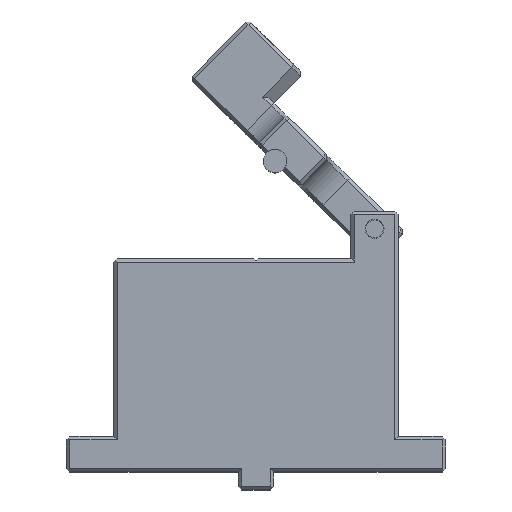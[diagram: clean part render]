
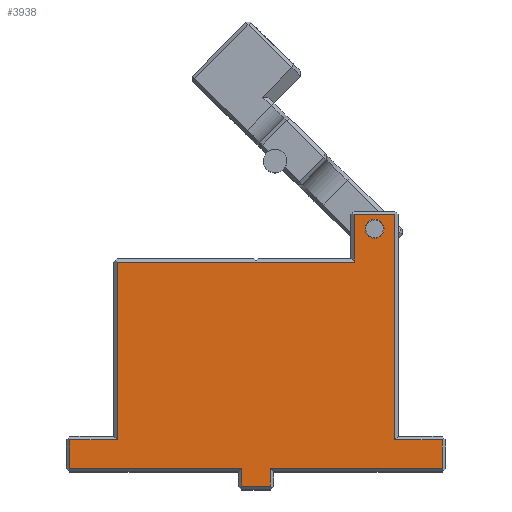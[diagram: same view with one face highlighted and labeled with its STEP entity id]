
A CAD part, top view. The second image highlights one B-rep face of the part: STEP entity #3938.
In plain terms, the highlighted planar face has unit normal (0, 0, 1).
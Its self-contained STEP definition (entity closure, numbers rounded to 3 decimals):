
#917=CARTESIAN_POINT('',(10.,2.5,0.));
#918=DIRECTION('',(0.,0.,-1.));
#919=DIRECTION('',(-1.,0.,0.));
#920=AXIS2_PLACEMENT_3D('',#917,#918,#919);
#922=CARTESIAN_POINT('',(10.,2.5,0.));
#923=DIRECTION('',(0.,0.,-1.));
#924=DIRECTION('',(1.,0.,0.));
#925=AXIS2_PLACEMENT_3D('',#922,#923,#924);
#927=DIRECTION('',(1.,0.,0.));
#928=VECTOR('',#927,4.);
#929=CARTESIAN_POINT('',(11.7,-15.3,0.));
#930=LINE('',#929,#928);
#931=DIRECTION('',(0.,-1.,0.));
#932=VECTOR('',#931,2.4);
#933=CARTESIAN_POINT('',(15.7,-15.3,0.));
#934=LINE('',#933,#932);
#935=DIRECTION('',(0.,-1.,0.));
#936=VECTOR('',#935,1.5);
#937=CARTESIAN_POINT('',(1.19,-17.7,0.));
#938=LINE('',#937,#936);
#939=DIRECTION('',(-1.,0.,0.));
#940=VECTOR('',#939,2.38);
#941=CARTESIAN_POINT('',(1.19,-19.2,0.));
#942=LINE('',#941,#940);
#943=DIRECTION('',(0.,1.,0.));
#944=VECTOR('',#943,1.5);
#945=CARTESIAN_POINT('',(-1.19,-19.2,0.));
#946=LINE('',#945,#944);
#947=DIRECTION('',(0.,1.,0.));
#948=VECTOR('',#947,2.4);
#949=CARTESIAN_POINT('',(-15.704,-17.7,0.));
#950=LINE('',#949,#948);
#951=DIRECTION('',(1.,0.,0.));
#952=VECTOR('',#951,4.);
#953=CARTESIAN_POINT('',(-15.704,-15.3,0.));
#954=LINE('',#953,#952);
#955=DIRECTION('',(0.,1.,0.));
#956=VECTOR('',#955,4.);
#957=CARTESIAN_POINT('',(8.3,-0.3,0.));
#958=LINE('',#957,#956);
#959=DIRECTION('',(1.,0.,0.));
#960=VECTOR('',#959,3.4);
#961=CARTESIAN_POINT('',(8.3,3.7,0.));
#962=LINE('',#961,#960);
#1239=DIRECTION('',(-1.,0.,0.));
#1240=VECTOR('',#1239,20.004);
#1241=CARTESIAN_POINT('',(8.3,-0.3,0.));
#1242=LINE('',#1241,#1240);
#1351=DIRECTION('',(0.,1.,0.));
#1352=VECTOR('',#1351,19.);
#1353=CARTESIAN_POINT('',(11.7,-15.3,0.));
#1354=LINE('',#1353,#1352);
#2405=DIRECTION('',(1.,0.,0.));
#2406=VECTOR('',#2405,14.51);
#2407=CARTESIAN_POINT('',(1.19,-17.7,0.));
#2408=LINE('',#2407,#2406);
#3367=DIRECTION('',(1.,0.,0.));
#3368=VECTOR('',#3367,14.514);
#3369=CARTESIAN_POINT('',(-15.704,-17.7,0.));
#3370=LINE('',#3369,#3368);
#3431=DIRECTION('',(0.,-1.,0.));
#3432=VECTOR('',#3431,15.);
#3433=CARTESIAN_POINT('',(-11.704,-0.3,0.));
#3434=LINE('',#3433,#3432);
#3537=CARTESIAN_POINT('',(10.75,2.5,0.));
#3538=CARTESIAN_POINT('',(9.25,2.5,0.));
#3539=VERTEX_POINT('',#3537);
#3540=VERTEX_POINT('',#3538);
#3553=CARTESIAN_POINT('',(8.3,3.7,0.));
#3554=CARTESIAN_POINT('',(11.7,3.7,0.));
#3555=VERTEX_POINT('',#3553);
#3556=VERTEX_POINT('',#3554);
#3569=CARTESIAN_POINT('',(8.3,-0.3,0.));
#3570=VERTEX_POINT('',#3569);
#3673=CARTESIAN_POINT('',(-11.704,-0.3,0.));
#3674=VERTEX_POINT('',#3673);
#3769=CARTESIAN_POINT('',(-15.704,-17.7,0.));
#3770=CARTESIAN_POINT('',(-15.704,-15.3,0.));
#3771=VERTEX_POINT('',#3769);
#3772=VERTEX_POINT('',#3770);
#3789=CARTESIAN_POINT('',(11.7,-15.3,0.));
#3790=CARTESIAN_POINT('',(15.7,-15.3,0.));
#3791=VERTEX_POINT('',#3789);
#3792=VERTEX_POINT('',#3790);
#3799=CARTESIAN_POINT('',(15.7,-17.7,0.));
#3800=VERTEX_POINT('',#3799);
#3821=CARTESIAN_POINT('',(-11.704,-15.3,0.));
#3822=VERTEX_POINT('',#3821);
#3861=CARTESIAN_POINT('',(1.19,-19.2,0.));
#3862=VERTEX_POINT('',#3861);
#3863=CARTESIAN_POINT('',(1.19,-17.7,0.));
#3864=VERTEX_POINT('',#3863);
#3867=CARTESIAN_POINT('',(-1.19,-19.2,0.));
#3868=CARTESIAN_POINT('',(-1.19,-17.7,0.));
#3869=VERTEX_POINT('',#3867);
#3870=VERTEX_POINT('',#3868);
#3897=CARTESIAN_POINT('',(0.,-0.139,0.));
#3898=DIRECTION('',(0.,0.,-1.));
#3899=DIRECTION('',(-1.,0.,0.));
#3900=AXIS2_PLACEMENT_3D('',#3897,#3898,#3899);
#3901=PLANE('',#3900);
#3903=ORIENTED_EDGE('',*,*,#3902,.F.);
#3905=ORIENTED_EDGE('',*,*,#3904,.T.);
#3907=ORIENTED_EDGE('',*,*,#3906,.T.);
#3909=ORIENTED_EDGE('',*,*,#3908,.F.);
#3911=ORIENTED_EDGE('',*,*,#3910,.T.);
#3913=ORIENTED_EDGE('',*,*,#3912,.T.);
#3915=ORIENTED_EDGE('',*,*,#3914,.T.);
#3917=ORIENTED_EDGE('',*,*,#3916,.F.);
#3919=ORIENTED_EDGE('',*,*,#3918,.T.);
#3921=ORIENTED_EDGE('',*,*,#3920,.T.);
#3923=ORIENTED_EDGE('',*,*,#3922,.F.);
#3925=ORIENTED_EDGE('',*,*,#3924,.F.);
#3927=ORIENTED_EDGE('',*,*,#3926,.T.);
#3929=ORIENTED_EDGE('',*,*,#3928,.T.);
#3930=EDGE_LOOP('',(#3903,#3905,#3907,#3909,#3911,#3913,#3915,#3917,#3919,#3921,
#3923,#3925,#3927,#3929));
#3931=FACE_OUTER_BOUND('',#3930,.F.);
#3933=ORIENTED_EDGE('',*,*,#3932,.F.);
#3935=ORIENTED_EDGE('',*,*,#3934,.F.);
#3936=EDGE_LOOP('',(#3933,#3935));
#3937=FACE_BOUND('',#3936,.F.);
#3938=ADVANCED_FACE('',(#3931,#3937),#3901,.F.);
#921=CIRCLE('',#920,0.75);
#926=CIRCLE('',#925,0.75);
#3902=EDGE_CURVE('',#3791,#3556,#1354,.T.);
#3904=EDGE_CURVE('',#3791,#3792,#930,.T.);
#3906=EDGE_CURVE('',#3792,#3800,#934,.T.);
#3908=EDGE_CURVE('',#3864,#3800,#2408,.T.);
#3910=EDGE_CURVE('',#3864,#3862,#938,.T.);
#3912=EDGE_CURVE('',#3862,#3869,#942,.T.);
#3914=EDGE_CURVE('',#3869,#3870,#946,.T.);
#3916=EDGE_CURVE('',#3771,#3870,#3370,.T.);
#3918=EDGE_CURVE('',#3771,#3772,#950,.T.);
#3920=EDGE_CURVE('',#3772,#3822,#954,.T.);
#3922=EDGE_CURVE('',#3674,#3822,#3434,.T.);
#3924=EDGE_CURVE('',#3570,#3674,#1242,.T.);
#3926=EDGE_CURVE('',#3570,#3555,#958,.T.);
#3928=EDGE_CURVE('',#3555,#3556,#962,.T.);
#3932=EDGE_CURVE('',#3540,#3539,#921,.T.);
#3934=EDGE_CURVE('',#3539,#3540,#926,.T.);
